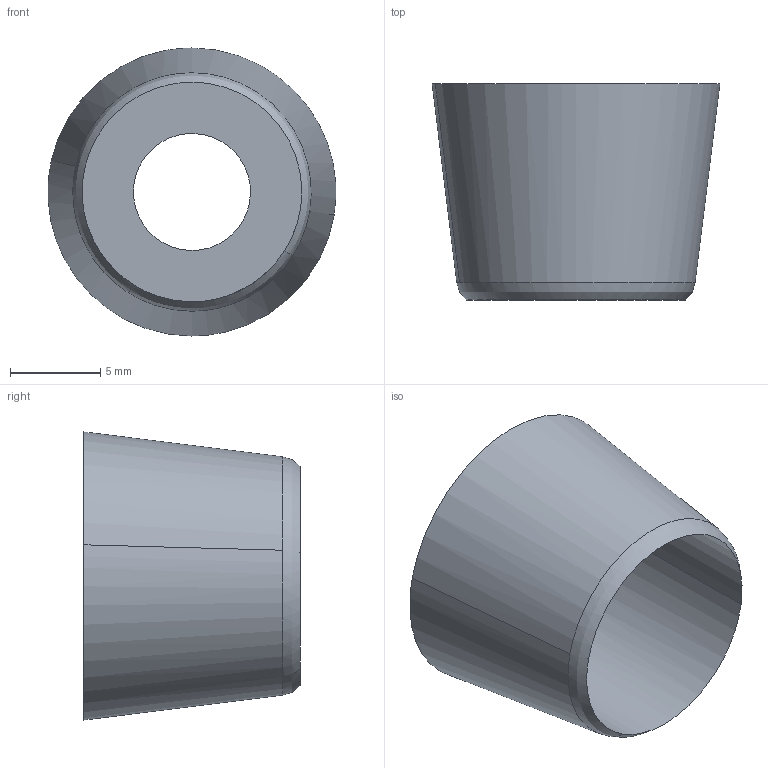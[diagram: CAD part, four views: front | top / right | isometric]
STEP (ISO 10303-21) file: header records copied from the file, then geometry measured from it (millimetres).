
FILE_DESCRIPTION((''),'2;1');
FILE_NAME('','2005-10-12T14:40:44',(''),(''),'','CADfix','');
FILE_SCHEMA(('AUTOMOTIVE_DESIGN'));
Length unit declared in the file: millimetre
Products named in the file (1): facing ring
Bounding box: 15.98 x 12 x 16 mm (x, y, z)
Volume: 708.5 mm3; surface area: 1241.6 mm2
Topology: 1 solids, 1 shells, 10 faces, 36 edges, 28 vertices
Faces by surface type: bspline 10
Entity records: 465 total; most frequent: CARTESIAN_POINT 265, ORIENTED_EDGE 72, EDGE_CURVE 36, VERTEX_POINT 28, EDGE_LOOP 12, FACE_OUTER_BOUND 10, ADVANCED_FACE 10, QUASI_UNIFORM_CURVE 6
